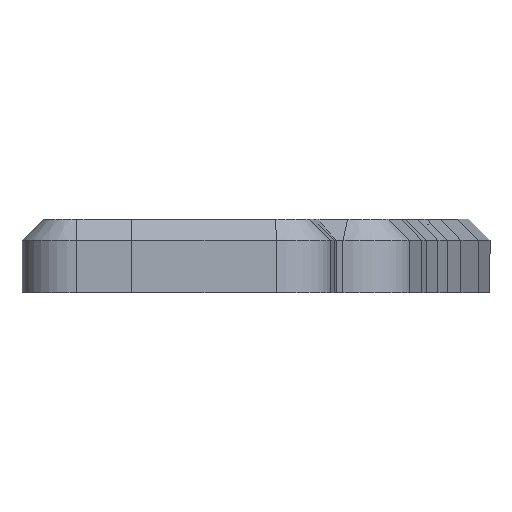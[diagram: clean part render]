
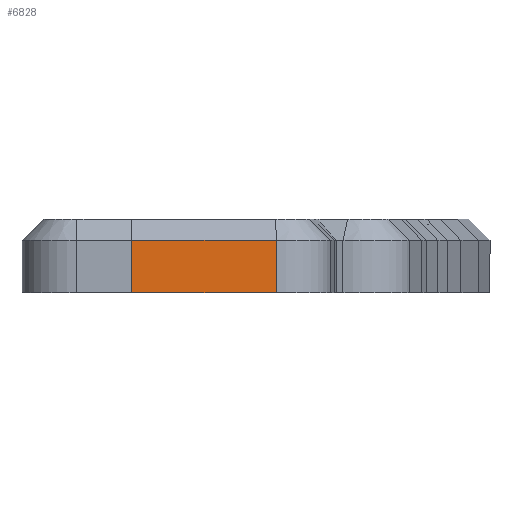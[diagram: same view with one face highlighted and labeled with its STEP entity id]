
A CAD part, left-side view. The second image highlights one B-rep face of the part: STEP entity #6828.
In plain terms, the highlighted planar face has unit normal (-1, -0.029, 0).
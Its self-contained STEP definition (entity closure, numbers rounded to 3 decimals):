
#548=FACE_OUTER_BOUND('',#933,.T.);
#933=EDGE_LOOP('',(#5885,#5886,#5887,#5888));
#1428=LINE('',#10243,#2280);
#1660=LINE('',#10740,#2512);
#1770=LINE('',#10995,#2622);
#1771=LINE('',#10997,#2623);
#2280=VECTOR('',#8344,10.);
#2512=VECTOR('',#8746,10.);
#2622=VECTOR('',#9036,10.);
#2623=VECTOR('',#9039,10.);
#3020=VERTEX_POINT('',#10240);
#3021=VERTEX_POINT('',#10242);
#3200=VERTEX_POINT('',#10738);
#3201=VERTEX_POINT('',#10739);
#3807=EDGE_CURVE('',#3020,#3021,#1428,.T.);
#4058=EDGE_CURVE('',#3200,#3201,#1660,.T.);
#4185=EDGE_CURVE('',#3020,#3201,#1770,.T.);
#4186=EDGE_CURVE('',#3021,#3200,#1771,.T.);
#5885=ORIENTED_EDGE('',*,*,#4058,.F.);
#5886=ORIENTED_EDGE('',*,*,#4186,.F.);
#5887=ORIENTED_EDGE('',*,*,#3807,.F.);
#5888=ORIENTED_EDGE('',*,*,#4185,.T.);
#6456=PLANE('',#7309);
#6828=ADVANCED_FACE('',(#548),#6456,.T.);
#7309=AXIS2_PLACEMENT_3D('',#10996,#9037,#9038);
#8344=DIRECTION('',(-0.029,1.,0.));
#8746=DIRECTION('',(0.029,-1.,0.));
#9036=DIRECTION('',(0.,0.,1.));
#9037=DIRECTION('center_axis',(-1.,-0.029,0.));
#9038=DIRECTION('ref_axis',(0.029,-1.,0.));
#9039=DIRECTION('',(0.,0.,1.));
#10240=CARTESIAN_POINT('',(-227.534,242.025,-74.35));
#10242=CARTESIAN_POINT('',(-228.711,282.929,-74.35));
#10243=CARTESIAN_POINT('',(-228.711,282.929,-74.35));
#10738=CARTESIAN_POINT('',(-228.711,282.929,-59.45));
#10739=CARTESIAN_POINT('',(-227.534,242.025,-59.45));
#10740=CARTESIAN_POINT('',(-228.138,263.003,-59.45));
#10995=CARTESIAN_POINT('',(-227.534,242.025,-59.45));
#10996=CARTESIAN_POINT('Origin',(-228.711,282.929,-59.45));
#10997=CARTESIAN_POINT('',(-228.711,282.929,-59.45));
